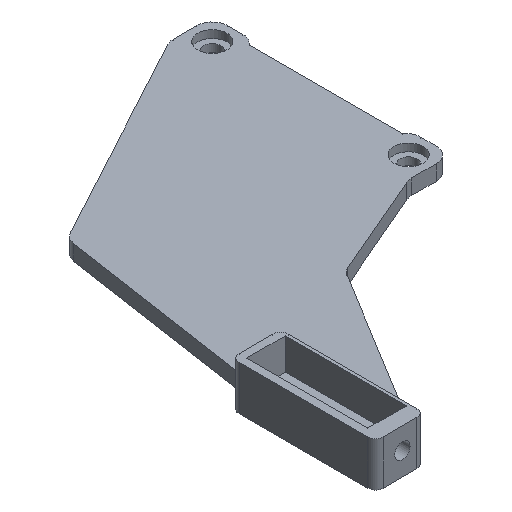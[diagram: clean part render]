
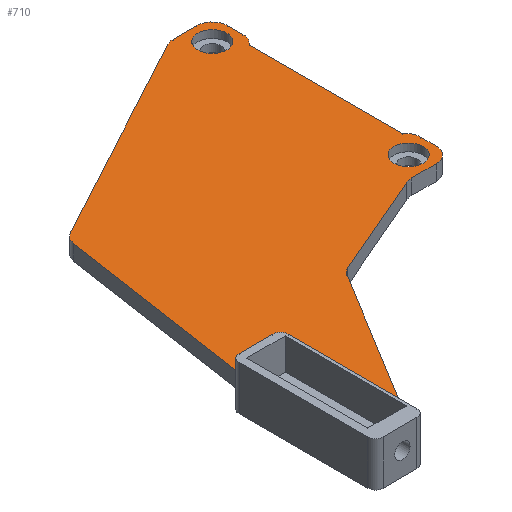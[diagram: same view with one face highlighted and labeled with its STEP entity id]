
A CAD part, isometric view. The second image highlights one B-rep face of the part: STEP entity #710.
In plain terms, the highlighted planar face has unit normal (0, 0, 1).
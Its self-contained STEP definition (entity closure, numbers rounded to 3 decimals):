
#15=FACE_BOUND('',#90,.T.);
#16=FACE_BOUND('',#91,.T.);
#25=PLANE('',#754);
#49=FACE_OUTER_BOUND('',#89,.T.);
#89=EDGE_LOOP('',(#491,#492,#493,#494,#495,#496,#497,#498,#499,#500,#501,
#502,#503,#504,#505,#506,#507,#508,#509,#510));
#90=EDGE_LOOP('',(#511));
#91=EDGE_LOOP('',(#512));
#138=LINE('',#1056,#208);
#141=LINE('',#1062,#211);
#142=LINE('',#1066,#212);
#143=LINE('',#1068,#213);
#144=LINE('',#1072,#214);
#145=LINE('',#1074,#215);
#146=LINE('',#1078,#216);
#147=LINE('',#1082,#217);
#148=LINE('',#1086,#218);
#149=LINE('',#1090,#219);
#150=LINE('',#1094,#220);
#208=VECTOR('',#836,10.);
#211=VECTOR('',#841,10.);
#212=VECTOR('',#844,10.);
#213=VECTOR('',#845,10.);
#214=VECTOR('',#848,10.);
#215=VECTOR('',#849,10.);
#216=VECTOR('',#852,10.);
#217=VECTOR('',#855,10.);
#218=VECTOR('',#858,10.);
#219=VECTOR('',#861,10.);
#220=VECTOR('',#864,10.);
#277=CIRCLE('',#752,5.);
#278=CIRCLE('',#755,5.);
#279=CIRCLE('',#756,2.5);
#280=CIRCLE('',#757,5.);
#281=CIRCLE('',#758,5.);
#282=CIRCLE('',#759,5.);
#283=CIRCLE('',#760,5.);
#284=CIRCLE('',#761,5.);
#285=CIRCLE('',#762,5.);
#286=CIRCLE('',#763,4.75);
#287=CIRCLE('',#764,4.75);
#312=VERTEX_POINT('',#1049);
#313=VERTEX_POINT('',#1051);
#314=VERTEX_POINT('',#1055);
#316=VERTEX_POINT('',#1061);
#317=VERTEX_POINT('',#1063);
#318=VERTEX_POINT('',#1065);
#319=VERTEX_POINT('',#1067);
#320=VERTEX_POINT('',#1069);
#321=VERTEX_POINT('',#1071);
#322=VERTEX_POINT('',#1073);
#323=VERTEX_POINT('',#1075);
#324=VERTEX_POINT('',#1077);
#325=VERTEX_POINT('',#1079);
#326=VERTEX_POINT('',#1081);
#327=VERTEX_POINT('',#1083);
#328=VERTEX_POINT('',#1085);
#329=VERTEX_POINT('',#1087);
#330=VERTEX_POINT('',#1089);
#331=VERTEX_POINT('',#1091);
#332=VERTEX_POINT('',#1093);
#333=VERTEX_POINT('',#1096);
#334=VERTEX_POINT('',#1098);
#381=EDGE_CURVE('',#312,#313,#277,.T.);
#383=EDGE_CURVE('',#314,#313,#138,.T.);
#386=EDGE_CURVE('',#312,#316,#141,.T.);
#387=EDGE_CURVE('',#317,#316,#278,.T.);
#388=EDGE_CURVE('',#317,#318,#142,.T.);
#389=EDGE_CURVE('',#318,#319,#143,.T.);
#390=EDGE_CURVE('',#320,#319,#279,.F.);
#391=EDGE_CURVE('',#320,#321,#144,.T.);
#392=EDGE_CURVE('',#321,#322,#145,.T.);
#393=EDGE_CURVE('',#323,#322,#280,.T.);
#394=EDGE_CURVE('',#323,#324,#146,.T.);
#395=EDGE_CURVE('',#325,#324,#281,.T.);
#396=EDGE_CURVE('',#326,#325,#147,.T.);
#397=EDGE_CURVE('',#327,#326,#282,.T.);
#398=EDGE_CURVE('',#328,#327,#148,.T.);
#399=EDGE_CURVE('',#329,#328,#283,.T.);
#400=EDGE_CURVE('',#329,#330,#149,.T.);
#401=EDGE_CURVE('',#331,#330,#284,.T.);
#402=EDGE_CURVE('',#332,#331,#150,.T.);
#403=EDGE_CURVE('',#314,#332,#285,.T.);
#404=EDGE_CURVE('',#333,#333,#286,.T.);
#405=EDGE_CURVE('',#334,#334,#287,.T.);
#491=ORIENTED_EDGE('',*,*,#381,.F.);
#492=ORIENTED_EDGE('',*,*,#386,.T.);
#493=ORIENTED_EDGE('',*,*,#387,.F.);
#494=ORIENTED_EDGE('',*,*,#388,.T.);
#495=ORIENTED_EDGE('',*,*,#389,.T.);
#496=ORIENTED_EDGE('',*,*,#390,.F.);
#497=ORIENTED_EDGE('',*,*,#391,.T.);
#498=ORIENTED_EDGE('',*,*,#392,.T.);
#499=ORIENTED_EDGE('',*,*,#393,.F.);
#500=ORIENTED_EDGE('',*,*,#394,.T.);
#501=ORIENTED_EDGE('',*,*,#395,.F.);
#502=ORIENTED_EDGE('',*,*,#396,.F.);
#503=ORIENTED_EDGE('',*,*,#397,.F.);
#504=ORIENTED_EDGE('',*,*,#398,.F.);
#505=ORIENTED_EDGE('',*,*,#399,.F.);
#506=ORIENTED_EDGE('',*,*,#400,.T.);
#507=ORIENTED_EDGE('',*,*,#401,.F.);
#508=ORIENTED_EDGE('',*,*,#402,.F.);
#509=ORIENTED_EDGE('',*,*,#403,.F.);
#510=ORIENTED_EDGE('',*,*,#383,.T.);
#511=ORIENTED_EDGE('',*,*,#404,.T.);
#512=ORIENTED_EDGE('',*,*,#405,.T.);
#710=ADVANCED_FACE('',(#49,#15,#16),#25,.T.);
#752=AXIS2_PLACEMENT_3D('',#1052,#831,#832);
#754=AXIS2_PLACEMENT_3D('',#1060,#839,#840);
#755=AXIS2_PLACEMENT_3D('',#1064,#842,#843);
#756=AXIS2_PLACEMENT_3D('',#1070,#846,#847);
#757=AXIS2_PLACEMENT_3D('',#1076,#850,#851);
#758=AXIS2_PLACEMENT_3D('',#1080,#853,#854);
#759=AXIS2_PLACEMENT_3D('',#1084,#856,#857);
#760=AXIS2_PLACEMENT_3D('',#1088,#859,#860);
#761=AXIS2_PLACEMENT_3D('',#1092,#862,#863);
#762=AXIS2_PLACEMENT_3D('',#1095,#865,#866);
#763=AXIS2_PLACEMENT_3D('',#1097,#867,#868);
#764=AXIS2_PLACEMENT_3D('',#1099,#869,#870);
#831=DIRECTION('center_axis',(0.,0.,-1.));
#832=DIRECTION('ref_axis',(-0.245,0.97,0.));
#836=DIRECTION('',(-1.,0.,0.));
#839=DIRECTION('center_axis',(0.,0.,1.));
#840=DIRECTION('ref_axis',(1.,0.,0.));
#841=DIRECTION('',(-0.88,-0.475,0.));
#842=DIRECTION('center_axis',(0.,0.,-1.));
#843=DIRECTION('ref_axis',(-0.818,0.575,0.));
#844=DIRECTION('',(-0.148,-0.989,0.));
#845=DIRECTION('',(1.,0.,0.));
#846=DIRECTION('center_axis',(0.,0.,-1.));
#847=DIRECTION('ref_axis',(0.707,0.707,0.));
#848=DIRECTION('',(0.,-1.,0.));
#849=DIRECTION('',(0.521,0.854,0.));
#850=DIRECTION('center_axis',(0.,0.,1.));
#851=DIRECTION('ref_axis',(-0.655,0.756,0.));
#852=DIRECTION('',(0.919,0.394,0.));
#853=DIRECTION('center_axis',(0.,0.,1.));
#854=DIRECTION('ref_axis',(-0.201,0.98,0.));
#855=DIRECTION('',(-1.,0.,0.));
#856=DIRECTION('center_axis',(0.,0.,-1.));
#857=DIRECTION('ref_axis',(0.707,-0.707,0.));
#858=DIRECTION('',(0.,-1.,0.));
#859=DIRECTION('center_axis',(0.,0.,-1.));
#860=DIRECTION('ref_axis',(0.6,0.8,0.));
#861=DIRECTION('',(0.,1.,0.));
#862=DIRECTION('center_axis',(0.,0.,-1.));
#863=DIRECTION('ref_axis',(0.6,-0.8,0.));
#864=DIRECTION('',(0.,-1.,0.));
#865=DIRECTION('center_axis',(0.,0.,-1.));
#866=DIRECTION('ref_axis',(0.707,0.707,0.));
#867=DIRECTION('center_axis',(0.,0.,-1.));
#868=DIRECTION('ref_axis',(-1.,0.,0.));
#869=DIRECTION('center_axis',(0.,0.,-1.));
#870=DIRECTION('ref_axis',(-1.,0.,0.));
#1049=CARTESIAN_POINT('',(-561.612,-50.1,91.8));
#1051=CARTESIAN_POINT('',(-559.237,-49.5,91.8));
#1052=CARTESIAN_POINT('Origin',(-559.237,-54.5,91.8));
#1055=CARTESIAN_POINT('',(-551.5,-49.5,91.8));
#1056=CARTESIAN_POINT('',(-558.5,-49.5,91.8));
#1060=CARTESIAN_POINT('Origin',(-553.5,-88.5,91.8));
#1061=CARTESIAN_POINT('',(-630.551,-87.313,91.8));
#1062=CARTESIAN_POINT('',(-560.5,-49.5,91.8));
#1063=CARTESIAN_POINT('',(-633.121,-90.971,91.8));
#1064=CARTESIAN_POINT('Origin',(-628.176,-91.713,91.8));
#1065=CARTESIAN_POINT('',(-643.25,-158.5,91.8));
#1066=CARTESIAN_POINT('',(-637.128,-117.687,91.8));
#1067=CARTESIAN_POINT('',(-635.75,-158.5,91.8));
#1068=CARTESIAN_POINT('',(-593.375,-158.5,91.8));
#1069=CARTESIAN_POINT('',(-633.25,-161.,91.8));
#1070=CARTESIAN_POINT('Origin',(-635.75,-161.,91.8));
#1071=CARTESIAN_POINT('',(-633.25,-203.,91.8));
#1072=CARTESIAN_POINT('',(-633.25,-145.75,91.8));
#1073=CARTESIAN_POINT('',(-597.456,-144.361,91.8));
#1074=CARTESIAN_POINT('',(-596.625,-143.,91.8));
#1075=CARTESIAN_POINT('',(-595.16,-142.371,91.8));
#1076=CARTESIAN_POINT('Origin',(-593.188,-146.966,91.8));
#1077=CARTESIAN_POINT('',(-561.444,-127.905,91.8));
#1078=CARTESIAN_POINT('',(-560.5,-127.5,91.8));
#1079=CARTESIAN_POINT('',(-559.473,-127.5,91.8));
#1080=CARTESIAN_POINT('Origin',(-559.473,-132.5,91.8));
#1081=CARTESIAN_POINT('',(-551.5,-127.5,91.8));
#1082=CARTESIAN_POINT('',(-558.5,-127.5,91.8));
#1083=CARTESIAN_POINT('',(-546.5,-122.5,91.8));
#1084=CARTESIAN_POINT('Origin',(-551.5,-122.5,91.8));
#1085=CARTESIAN_POINT('',(-546.5,-117.5,91.8));
#1086=CARTESIAN_POINT('',(-546.5,-127.5,91.8));
#1087=CARTESIAN_POINT('',(-548.5,-113.5,91.8));
#1088=CARTESIAN_POINT('Origin',(-551.5,-117.5,91.8));
#1089=CARTESIAN_POINT('',(-548.5,-63.5,91.8));
#1090=CARTESIAN_POINT('',(-548.5,-51.5,91.8));
#1091=CARTESIAN_POINT('',(-546.5,-59.5,91.8));
#1092=CARTESIAN_POINT('Origin',(-551.5,-59.5,91.8));
#1093=CARTESIAN_POINT('',(-546.5,-54.5,91.8));
#1094=CARTESIAN_POINT('',(-546.5,-49.5,91.8));
#1095=CARTESIAN_POINT('Origin',(-551.5,-54.5,91.8));
#1096=CARTESIAN_POINT('',(-548.75,-56.5,91.8));
#1097=CARTESIAN_POINT('Origin',(-553.5,-56.5,91.8));
#1098=CARTESIAN_POINT('',(-548.75,-120.5,91.8));
#1099=CARTESIAN_POINT('Origin',(-553.5,-120.5,91.8));
